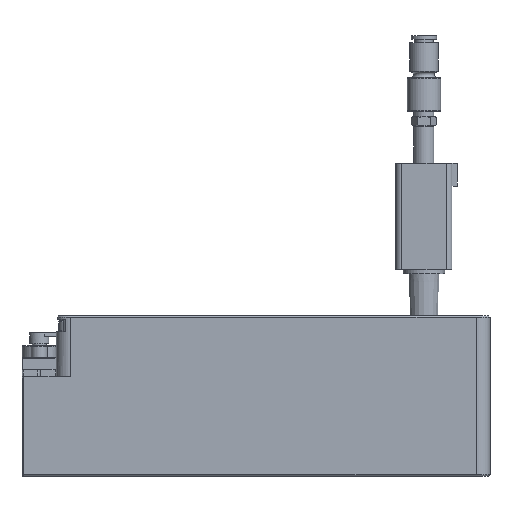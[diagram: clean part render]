
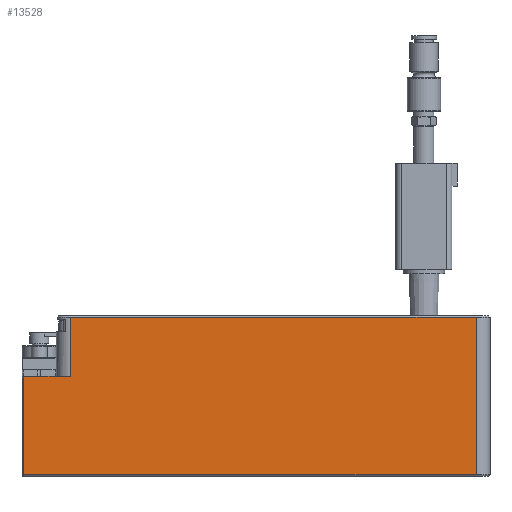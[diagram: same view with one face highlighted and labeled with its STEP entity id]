
A CAD part, left-side view. The second image highlights one B-rep face of the part: STEP entity #13528.
In plain terms, the highlighted planar face has unit normal (-1, 0, 0).
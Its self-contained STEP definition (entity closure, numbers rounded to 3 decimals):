
#1138=PLANE('',#15122);
#1867=FACE_OUTER_BOUND('',#2806,.T.);
#2806=EDGE_LOOP('',(#11899,#11900,#11901,#11902,#11903,#11904));
#4563=LINE('',#25840,#5503);
#4577=LINE('',#25866,#5517);
#4639=LINE('',#26049,#5579);
#4653=LINE('',#26092,#5593);
#4654=LINE('',#26095,#5594);
#4655=LINE('',#26096,#5595);
#5503=VECTOR('',#18599,10.);
#5517=VECTOR('',#18621,10.);
#5579=VECTOR('',#18791,10.);
#5593=VECTOR('',#18841,10.);
#5594=VECTOR('',#18844,10.);
#5595=VECTOR('',#18845,10.);
#6631=VERTEX_POINT('',#25837);
#6632=VERTEX_POINT('',#25839);
#6640=VERTEX_POINT('',#25864);
#6703=VERTEX_POINT('',#26036);
#6707=VERTEX_POINT('',#26048);
#6719=VERTEX_POINT('',#26094);
#8373=EDGE_CURVE('',#6631,#6632,#4563,.T.);
#8387=EDGE_CURVE('',#6640,#6631,#4577,.T.);
#8477=EDGE_CURVE('',#6703,#6707,#4639,.T.);
#8500=EDGE_CURVE('',#6707,#6640,#4653,.T.);
#8501=EDGE_CURVE('',#6719,#6703,#4654,.T.);
#8502=EDGE_CURVE('',#6632,#6719,#4655,.T.);
#11899=ORIENTED_EDGE('',*,*,#8373,.F.);
#11900=ORIENTED_EDGE('',*,*,#8387,.F.);
#11901=ORIENTED_EDGE('',*,*,#8500,.F.);
#11902=ORIENTED_EDGE('',*,*,#8477,.F.);
#11903=ORIENTED_EDGE('',*,*,#8501,.F.);
#11904=ORIENTED_EDGE('',*,*,#8502,.F.);
#13528=ADVANCED_FACE('',(#1867),#1138,.F.);
#15122=AXIS2_PLACEMENT_3D('',#26093,#18842,#18843);
#18599=DIRECTION('',(0.,0.,1.));
#18621=DIRECTION('',(0.,1.,0.));
#18791=DIRECTION('',(0.,-1.,0.));
#18841=DIRECTION('',(0.,0.,-1.));
#18842=DIRECTION('center_axis',(1.,0.,0.));
#18843=DIRECTION('ref_axis',(0.,-1.,0.));
#18844=DIRECTION('',(0.,0.,1.));
#18845=DIRECTION('',(0.,-1.,0.));
#25837=CARTESIAN_POINT('',(-33.5,144.2,-51.5));
#25839=CARTESIAN_POINT('',(-33.5,144.2,-16.));
#25840=CARTESIAN_POINT('',(-33.5,144.2,-8.));
#25864=CARTESIAN_POINT('',(-33.5,-18.8,-51.5));
#25866=CARTESIAN_POINT('',(-33.5,73.2,-51.5));
#26036=CARTESIAN_POINT('',(-33.5,127.4,5.35));
#26048=CARTESIAN_POINT('',(-33.5,-18.8,5.35));
#26049=CARTESIAN_POINT('',(-33.5,93.35,5.35));
#26092=CARTESIAN_POINT('',(-33.5,-18.8,0.));
#26093=CARTESIAN_POINT('Origin',(-33.5,132.4,0.));
#26094=CARTESIAN_POINT('',(-33.5,127.4,-16.));
#26095=CARTESIAN_POINT('',(-33.5,127.4,0.));
#26096=CARTESIAN_POINT('',(-33.5,144.8,-16.));
